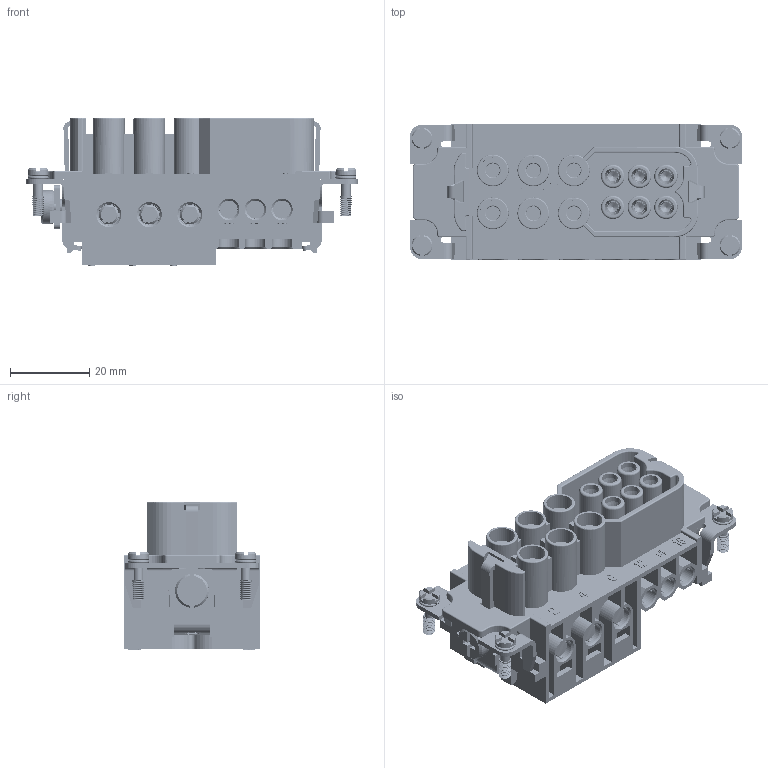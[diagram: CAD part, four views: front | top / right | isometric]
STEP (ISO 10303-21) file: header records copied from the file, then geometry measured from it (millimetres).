
FILE_DESCRIPTION(/* description */ (''),/* implementation_level */ '2;1');
FILE_NAME(/* name */ 'HWK-006&6-F.stp',/* time_stamp */ '2023-09-15T17:24:44+08:00',/* author */ (''),/* organization */ (''),/* preprocessor_version */ 'ST-DEVELOPER v16',/* originating_system */ 'SIEMENS PLM Software NX 10.0',/* authorisation */ '');
FILE_SCHEMA (('AUTOMOTIVE_DESIGN { 1 0 10303 214 3 1 1 1 }'));
Products named in the file (1): Admi16F8F3C4yp9q
Bounding box: 83.59 x 34 x 37.4 mm (x, y, z)
Surface area: 46442.6 mm2 (no closed solid volume)
Topology: 0 solids, 1 shells, 3748 faces, 11336 edges, 7486 vertices
Faces by surface type: plane 1934, cylinder 782, extrusion 332, cone 278, bspline 238, torus 137, sphere 47
Full cylindrical faces by diameter (mm): 2.4 x4, 2.5 x3, 3 x14, 3.1 x6, 3.3 x6, 4 x13, 4.6 x1, 4.8 x6, 5.3 x4, 5.5 x6, 5.6 x6, 5.9 x6, 6 x6, 6.5 x6, 8 x4, 8.5 x1
Entity records: 193884 total; most frequent: CARTESIAN_POINT 97369, ORIENTED_EDGE 21650, DIRECTION 16383, EDGE_CURVE 10825, VERTEX_POINT 7214, VECTOR 5527, AXIS2_PLACEMENT_3D 5428, LINE 5195
